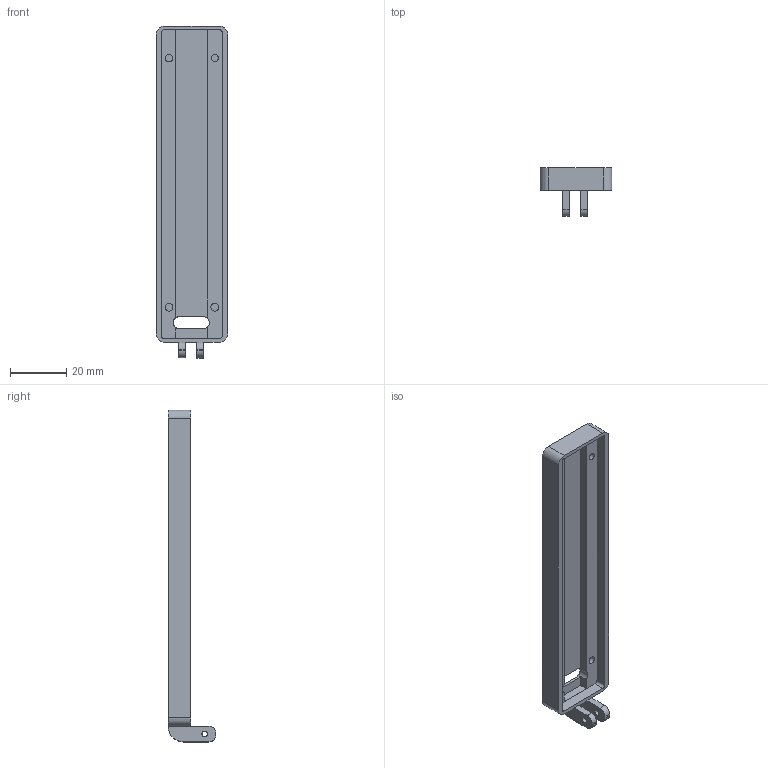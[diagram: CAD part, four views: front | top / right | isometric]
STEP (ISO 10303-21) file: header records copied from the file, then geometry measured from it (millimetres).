
FILE_DESCRIPTION(('FreeCAD Model'),'2;1');
FILE_NAME('Open CASCADE Shape Model','2024-06-10T12:21:45',(''),(''), 'Open CASCADE STEP processor 7.6','FreeCAD','Unknown');
FILE_SCHEMA(('AUTOMOTIVE_DESIGN { 1 0 10303 214 1 1 1 1 }'));
Length unit declared in the file: millimetre
Products named in the file (1): Branch Inferior Horizontal
Bounding box: 25.4 x 17 x 118.07 mm (x, y, z)
Volume: 9909.1 mm3; surface area: 10106.4 mm2
Topology: 1 solids, 1 shells, 64 faces, 168 edges, 110 vertices
Faces by surface type: plane 42, cylinder 22
Full cylindrical faces by diameter (mm): 1.998 x2, 2.549 x1, 2.671 x1, 2.732 x1, 2.776 x1
Entity records: 4268 total; most frequent: CARTESIAN_POINT 835, DIRECTION 656, LINE 408, VECTOR 408, ORIENTED_EDGE 336, PCURVE 336, DEFINITIONAL_REPRESENTATION 336, EDGE_CURVE 168
